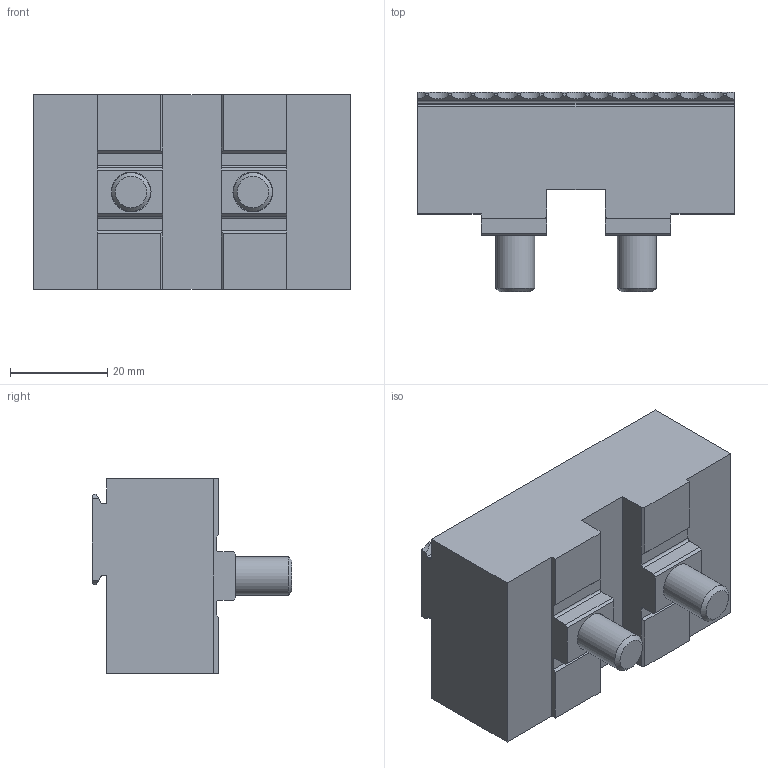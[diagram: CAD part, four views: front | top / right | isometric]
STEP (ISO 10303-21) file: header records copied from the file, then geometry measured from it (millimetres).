
FILE_DESCRIPTION(/* description */ (''),/* implementation_level */ '2;1');
FILE_NAME(/* name */ '301-0065-005-Kunde.stp',/* time_stamp */ '2023-01-20T11:45:35+01:00',/* author */ ('Chiacchiera'),/* organization */ (''),/* preprocessor_version */ 'ST-DEVELOPER v19.2',/* originating_system */ 'Autodesk Inventor 2023',/* authorisation */ '');
FILE_SCHEMA (('AUTOMOTIVE_DESIGN { 1 0 10303 214 3 1 1 }'));
Length unit declared in the file: millimetre
Products named in the file (1): 301-0065-005-Kunde
Bounding box: 65 x 41 x 40 mm (x, y, z)
Volume: 58237.2 mm3; surface area: 15246.9 mm2
Topology: 1 solids, 1 shells, 148 faces, 416 edges, 276 vertices
Faces by surface type: plane 94, cylinder 48, cone 4, torus 2
Full cylindrical faces by diameter (mm): 8 x2, 8.2 x2, 13 x2, 14 x2
Entity records: 5011 total; most frequent: CARTESIAN_POINT 943, ORIENTED_EDGE 828, DIRECTION 792, EDGE_CURVE 414, LINE 282, VECTOR 282, VERTEX_POINT 276, AXIS2_PLACEMENT_3D 255
